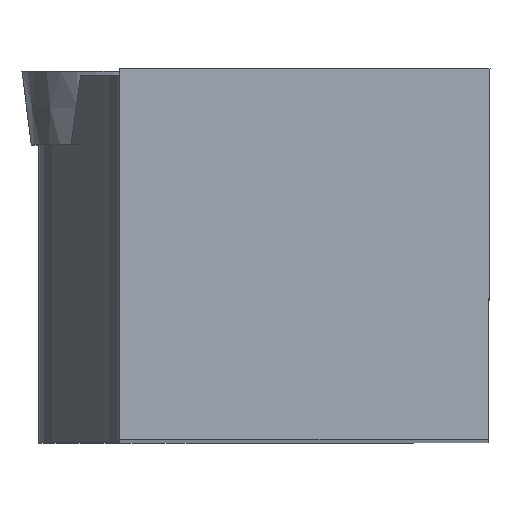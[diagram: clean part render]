
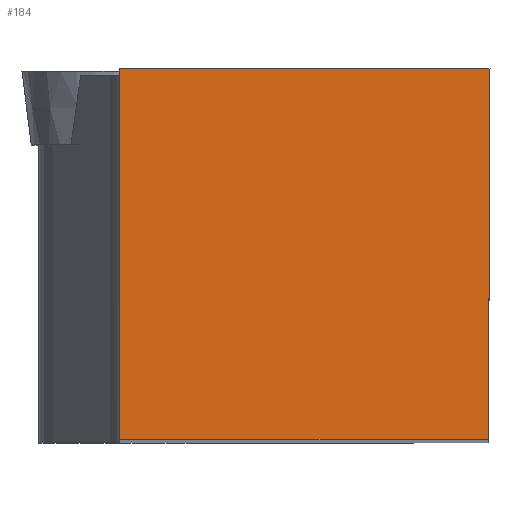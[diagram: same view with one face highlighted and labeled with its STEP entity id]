
A CAD part, top view. The second image highlights one B-rep face of the part: STEP entity #184.
In plain terms, the highlighted planar face has unit normal (0, 0, 1).
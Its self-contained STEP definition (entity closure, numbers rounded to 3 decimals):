
#91=FACE_OUTER_BOUND('',#240,.T.);
#113=LINE('',#734,#137);
#116=LINE('',#740,#140);
#118=LINE('',#746,#142);
#121=LINE('',#765,#145);
#137=VECTOR('',#600,1.);
#140=VECTOR('',#605,1.);
#142=VECTOR('',#611,1.);
#145=VECTOR('',#628,1.);
#184=ADVANCED_FACE('SHANK_FACE_BACK',(#91),#201,.F.);
#201=PLANE('',#523);
#240=EDGE_LOOP('',(#310,#311,#312,#313));
#310=ORIENTED_EDGE('',*,*,#409,.F.);
#311=ORIENTED_EDGE('',*,*,#399,.T.);
#312=ORIENTED_EDGE('',*,*,#402,.T.);
#313=ORIENTED_EDGE('',*,*,#396,.F.);
#361=VERTEX_POINT('',#733);
#362=VERTEX_POINT('',#735);
#363=VERTEX_POINT('',#739);
#364=VERTEX_POINT('',#741);
#396=EDGE_CURVE('',#361,#362,#113,.T.);
#399=EDGE_CURVE('',#364,#363,#116,.T.);
#402=EDGE_CURVE('',#363,#362,#118,.T.);
#409=EDGE_CURVE('',#364,#361,#121,.T.);
#523=AXIS2_PLACEMENT_3D('',#766,#629,#630);
#600=DIRECTION('',(1.,0.,0.));
#605=DIRECTION('',(1.,0.,0.));
#611=DIRECTION('',(0.004,1.,0.));
#628=DIRECTION('',(0.,1.,0.));
#629=DIRECTION('',(0.,0.,-1.));
#630=DIRECTION('',(-1.,0.,0.));
#733=CARTESIAN_POINT('',(-39.85,39.85,0.));
#734=CARTESIAN_POINT('',(-54.493,39.85,0.));
#735=CARTESIAN_POINT('',(0.,39.85,0.));
#739=CARTESIAN_POINT('',(-0.174,0.,0.));
#740=CARTESIAN_POINT('',(-54.493,0.,0.));
#741=CARTESIAN_POINT('',(-39.85,0.,0.));
#746=CARTESIAN_POINT('',(-1.164,-226.833,0.));
#765=CARTESIAN_POINT('',(-39.85,-7.492,0.));
#766=CARTESIAN_POINT('',(0.,0.,0.));
